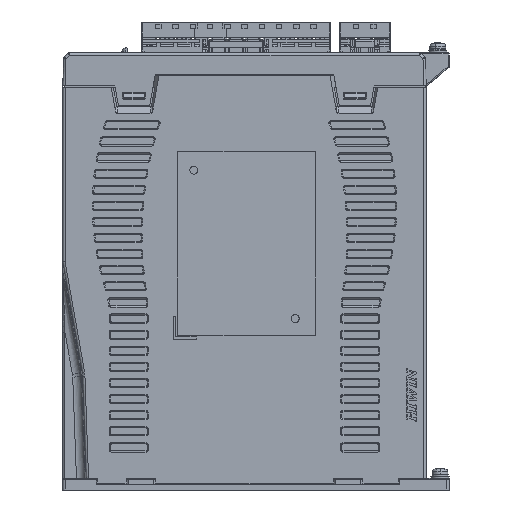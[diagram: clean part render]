
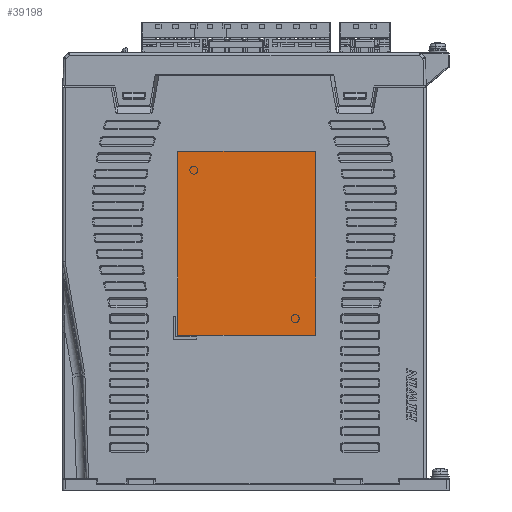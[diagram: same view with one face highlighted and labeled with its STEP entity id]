
A CAD part, left-side view. The second image highlights one B-rep face of the part: STEP entity #39198.
In plain terms, the highlighted planar face has unit normal (-1, 0, 0).
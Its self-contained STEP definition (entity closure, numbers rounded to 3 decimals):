
#3222 = ORIENTED_EDGE ( 'NONE', *, *, #147124, .T. ) ;
#4800 = VERTEX_POINT ( 'NONE', #110767 ) ;
#12782 = ORIENTED_EDGE ( 'NONE', *, *, #86165, .F. ) ;
#13980 = DIRECTION ( 'NONE',  ( 0., 0., -1. ) ) ;
#19318 = CARTESIAN_POINT ( 'NONE',  ( -0.1, -25.428, 141.696 ) ) ;
#27645 = VERTEX_POINT ( 'NONE', #31346 ) ;
#31325 = ORIENTED_EDGE ( 'NONE', *, *, #143439, .F. ) ;
#31346 = CARTESIAN_POINT ( 'NONE',  ( -0.1, -25.428, 142.196 ) ) ;
#31640 = VERTEX_POINT ( 'NONE', #32240 ) ;
#32240 = CARTESIAN_POINT ( 'NONE',  ( -0.1, -25.928, 62.696 ) ) ;
#36488 = VECTOR ( 'NONE', #13980, 1000. ) ;
#37364 = DIRECTION ( 'NONE',  ( 0., 1., 0. ) ) ;
#39198 = ADVANCED_FACE ( 'NONE', ( #220761 ), #221313, .T. ) ;
#43544 = ORIENTED_EDGE ( 'NONE', *, *, #136893, .F. ) ;
#44295 = LINE ( 'NONE', #61855, #230053 ) ;
#45034 = VERTEX_POINT ( 'NONE', #125650 ) ;
#49169 = CARTESIAN_POINT ( 'NONE',  ( -0.1, 34.072, 62.196 ) ) ;
#57302 = CIRCLE ( 'NONE', #76890, 0.5 ) ;
#60016 = AXIS2_PLACEMENT_3D ( 'NONE', #62720, #188493, #80782 ) ;
#60281 = VERTEX_POINT ( 'NONE', #116414 ) ;
#61855 = CARTESIAN_POINT ( 'NONE',  ( -0.1, 34.072, 142.196 ) ) ;
#62720 = CARTESIAN_POINT ( 'NONE',  ( -0.1, -25.428, 62.696 ) ) ;
#65404 = ORIENTED_EDGE ( 'NONE', *, *, #106196, .T. ) ;
#76890 = AXIS2_PLACEMENT_3D ( 'NONE', #19318, #145163, #37364 ) ;
#80782 = DIRECTION ( 'NONE',  ( 0., 1., 0. ) ) ;
#82674 = DIRECTION ( 'NONE',  ( -1., 0., 0. ) ) ;
#83775 = CARTESIAN_POINT ( 'NONE',  ( -0.1, 33.572, 62.696 ) ) ;
#85362 = DIRECTION ( 'NONE',  ( 0., 1., 0. ) ) ;
#86041 = DIRECTION ( 'NONE',  ( 0., -1., 0. ) ) ;
#86165 = EDGE_CURVE ( 'NONE', #60281, #175844, #89706, .T. ) ;
#89706 = LINE ( 'NONE', #49169, #196613 ) ;
#96306 = CARTESIAN_POINT ( 'NONE',  ( -0.1, -25.928, 62.196 ) ) ;
#101869 = DIRECTION ( 'NONE',  ( 0., 1., 0. ) ) ;
#106196 = EDGE_CURVE ( 'NONE', #45034, #222334, #161848, .T. ) ;
#110767 = CARTESIAN_POINT ( 'NONE',  ( -0.1, 34.072, 62.696 ) ) ;
#113085 = AXIS2_PLACEMENT_3D ( 'NONE', #190390, #82674, #208485 ) ;
#114395 = DIRECTION ( 'NONE',  ( 0., 1., 0. ) ) ;
#116414 = CARTESIAN_POINT ( 'NONE',  ( -0.1, -25.428, 62.196 ) ) ;
#125650 = CARTESIAN_POINT ( 'NONE',  ( -0.1, 33.572, 142.196 ) ) ;
#129816 = CARTESIAN_POINT ( 'NONE',  ( -0.1, -25.928, 141.696 ) ) ;
#131372 = EDGE_CURVE ( 'NONE', #193516, #31640, #137807, .T. ) ;
#134124 = CIRCLE ( 'NONE', #60016, 0.5 ) ;
#134157 = DIRECTION ( 'NONE',  ( 0., 0., 1. ) ) ;
#136893 = EDGE_CURVE ( 'NONE', #4800, #222334, #44295, .T. ) ;
#137807 = LINE ( 'NONE', #229383, #36488 ) ;
#143230 = CARTESIAN_POINT ( 'NONE',  ( -0.1, 34.072, 141.696 ) ) ;
#143439 = EDGE_CURVE ( 'NONE', #45034, #27645, #173957, .T. ) ;
#145163 = DIRECTION ( 'NONE',  ( -1., 0., 0. ) ) ;
#147124 = EDGE_CURVE ( 'NONE', #60281, #31640, #134124, .T. ) ;
#149963 = EDGE_CURVE ( 'NONE', #193516, #27645, #57302, .T. ) ;
#161848 = CIRCLE ( 'NONE', #113085, 0.5 ) ;
#163500 = ORIENTED_EDGE ( 'NONE', *, *, #189813, .T. ) ;
#165891 = CIRCLE ( 'NONE', #166742, 0.5 ) ;
#166742 = AXIS2_PLACEMENT_3D ( 'NONE', #83775, #209608, #101869 ) ;
#173957 = LINE ( 'NONE', #211859, #221759 ) ;
#175844 = VERTEX_POINT ( 'NONE', #229571 ) ;
#181953 = ORIENTED_EDGE ( 'NONE', *, *, #149963, .T. ) ;
#188493 = DIRECTION ( 'NONE',  ( -1., 0., 0. ) ) ;
#189813 = EDGE_CURVE ( 'NONE', #4800, #175844, #165891, .T. ) ;
#190390 = CARTESIAN_POINT ( 'NONE',  ( -0.1, 33.572, 141.696 ) ) ;
#193516 = VERTEX_POINT ( 'NONE', #129816 ) ;
#196517 = AXIS2_PLACEMENT_3D ( 'NONE', #96306, #222072, #114395 ) ;
#196613 = VECTOR ( 'NONE', #85362, 1000. ) ;
#207462 = EDGE_LOOP ( 'NONE', ( #226203, #181953, #31325, #65404, #43544, #163500, #12782, #3222 ) ) ;
#208485 = DIRECTION ( 'NONE',  ( 0., 1., 0. ) ) ;
#209608 = DIRECTION ( 'NONE',  ( -1., 0., 0. ) ) ;
#211859 = CARTESIAN_POINT ( 'NONE',  ( -0.1, 34.072, 142.196 ) ) ;
#220761 = FACE_OUTER_BOUND ( 'NONE', #207462, .T. ) ;
#221313 = PLANE ( 'NONE',  #196517 ) ;
#221759 = VECTOR ( 'NONE', #86041, 1000. ) ;
#222072 = DIRECTION ( 'NONE',  ( -1., 0., 0. ) ) ;
#222334 = VERTEX_POINT ( 'NONE', #143230 ) ;
#226203 = ORIENTED_EDGE ( 'NONE', *, *, #131372, .F. ) ;
#229383 = CARTESIAN_POINT ( 'NONE',  ( -0.1, -25.928, 142.196 ) ) ;
#229571 = CARTESIAN_POINT ( 'NONE',  ( -0.1, 33.572, 62.196 ) ) ;
#230053 = VECTOR ( 'NONE', #134157, 1000. ) ;
